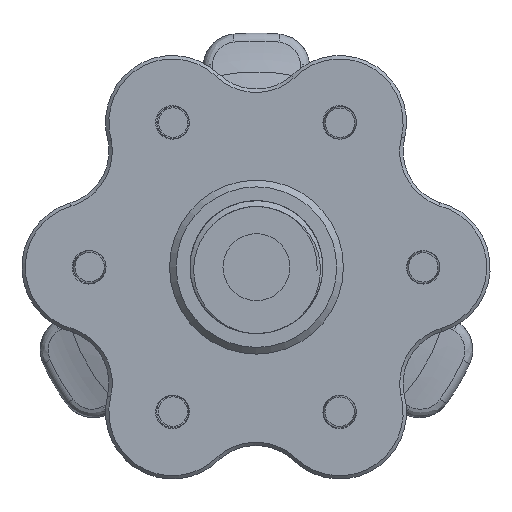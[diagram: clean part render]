
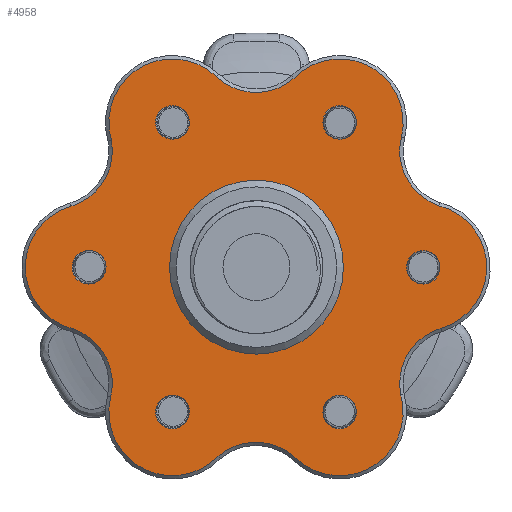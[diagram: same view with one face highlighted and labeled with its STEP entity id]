
A CAD part, front view. The second image highlights one B-rep face of the part: STEP entity #4958.
In plain terms, the highlighted face is planar.
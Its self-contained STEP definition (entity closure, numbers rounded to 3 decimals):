
#1051=FACE_BOUND('',#1638,.T.);
#1052=FACE_BOUND('',#1639,.T.);
#1053=FACE_BOUND('',#1640,.T.);
#1054=FACE_BOUND('',#1641,.T.);
#1055=FACE_BOUND('',#1642,.T.);
#1056=FACE_BOUND('',#1643,.T.);
#1057=FACE_BOUND('',#1644,.T.);
#1281=FACE_OUTER_BOUND('',#1637,.T.);
#1637=EDGE_LOOP('',(#4079,#4080,#4081,#4082,#4083,#4084,#4085,#4086,#4087,
#4088,#4089,#4090));
#1638=EDGE_LOOP('',(#4091));
#1639=EDGE_LOOP('',(#4092));
#1640=EDGE_LOOP('',(#4093));
#1641=EDGE_LOOP('',(#4094));
#1642=EDGE_LOOP('',(#4095));
#1643=EDGE_LOOP('',(#4096));
#1644=EDGE_LOOP('',(#4097));
#1949=CIRCLE('',#5457,8.618);
#1950=CIRCLE('',#5459,9.5);
#1953=CIRCLE('',#5463,8.618);
#1954=CIRCLE('',#5465,9.5);
#1957=CIRCLE('',#5469,8.618);
#1958=CIRCLE('',#5471,9.5);
#1961=CIRCLE('',#5475,8.618);
#1962=CIRCLE('',#5477,9.5);
#1965=CIRCLE('',#5481,8.618);
#1966=CIRCLE('',#5483,9.5);
#1969=CIRCLE('',#5487,8.618);
#1970=CIRCLE('',#5489,9.5);
#1978=CIRCLE('',#5504,2.5);
#1979=CIRCLE('',#5505,2.5);
#1980=CIRCLE('',#5506,2.5);
#1981=CIRCLE('',#5507,2.5);
#1982=CIRCLE('',#5508,2.5);
#1983=CIRCLE('',#5509,2.5);
#1984=CIRCLE('',#5510,12.5);
#2277=VERTEX_POINT('',#11403);
#2278=VERTEX_POINT('',#11405);
#2279=VERTEX_POINT('',#11412);
#2282=VERTEX_POINT('',#11423);
#2283=VERTEX_POINT('',#11427);
#2286=VERTEX_POINT('',#11438);
#2287=VERTEX_POINT('',#11442);
#2290=VERTEX_POINT('',#11453);
#2291=VERTEX_POINT('',#11457);
#2294=VERTEX_POINT('',#11468);
#2295=VERTEX_POINT('',#11472);
#2298=VERTEX_POINT('',#11483);
#2306=VERTEX_POINT('',#11516);
#2307=VERTEX_POINT('',#11518);
#2308=VERTEX_POINT('',#11520);
#2309=VERTEX_POINT('',#11522);
#2310=VERTEX_POINT('',#11524);
#2311=VERTEX_POINT('',#11526);
#2312=VERTEX_POINT('',#11528);
#2884=EDGE_CURVE('',#2277,#2278,#1949,.T.);
#2886=EDGE_CURVE('',#2279,#2277,#1950,.T.);
#2891=EDGE_CURVE('',#2282,#2279,#1953,.T.);
#2892=EDGE_CURVE('',#2283,#2282,#1954,.T.);
#2897=EDGE_CURVE('',#2286,#2283,#1957,.T.);
#2898=EDGE_CURVE('',#2287,#2286,#1958,.T.);
#2903=EDGE_CURVE('',#2290,#2287,#1961,.T.);
#2904=EDGE_CURVE('',#2291,#2290,#1962,.T.);
#2909=EDGE_CURVE('',#2294,#2291,#1965,.T.);
#2910=EDGE_CURVE('',#2295,#2294,#1966,.T.);
#2915=EDGE_CURVE('',#2298,#2295,#1969,.T.);
#2916=EDGE_CURVE('',#2278,#2298,#1970,.T.);
#2931=EDGE_CURVE('',#2306,#2306,#1978,.T.);
#2932=EDGE_CURVE('',#2307,#2307,#1979,.T.);
#2933=EDGE_CURVE('',#2308,#2308,#1980,.T.);
#2934=EDGE_CURVE('',#2309,#2309,#1981,.T.);
#2935=EDGE_CURVE('',#2310,#2310,#1982,.T.);
#2936=EDGE_CURVE('',#2311,#2311,#1983,.T.);
#2937=EDGE_CURVE('',#2312,#2312,#1984,.T.);
#4079=ORIENTED_EDGE('',*,*,#2884,.F.);
#4080=ORIENTED_EDGE('',*,*,#2886,.F.);
#4081=ORIENTED_EDGE('',*,*,#2891,.F.);
#4082=ORIENTED_EDGE('',*,*,#2892,.F.);
#4083=ORIENTED_EDGE('',*,*,#2897,.F.);
#4084=ORIENTED_EDGE('',*,*,#2898,.F.);
#4085=ORIENTED_EDGE('',*,*,#2903,.F.);
#4086=ORIENTED_EDGE('',*,*,#2904,.F.);
#4087=ORIENTED_EDGE('',*,*,#2909,.F.);
#4088=ORIENTED_EDGE('',*,*,#2910,.F.);
#4089=ORIENTED_EDGE('',*,*,#2915,.F.);
#4090=ORIENTED_EDGE('',*,*,#2916,.F.);
#4091=ORIENTED_EDGE('',*,*,#2931,.F.);
#4092=ORIENTED_EDGE('',*,*,#2932,.F.);
#4093=ORIENTED_EDGE('',*,*,#2933,.F.);
#4094=ORIENTED_EDGE('',*,*,#2934,.F.);
#4095=ORIENTED_EDGE('',*,*,#2935,.F.);
#4096=ORIENTED_EDGE('',*,*,#2936,.T.);
#4097=ORIENTED_EDGE('',*,*,#2937,.T.);
#4732=PLANE('',#5503);
#4958=ADVANCED_FACE('',(#1281,#1051,#1052,#1053,#1054,#1055,#1056,#1057),
#4732,.T.);
#5457=AXIS2_PLACEMENT_3D('',#11406,#6409,#6410);
#5459=AXIS2_PLACEMENT_3D('',#11413,#6413,#6414);
#5463=AXIS2_PLACEMENT_3D('',#11425,#6422,#6423);
#5465=AXIS2_PLACEMENT_3D('',#11428,#6426,#6427);
#5469=AXIS2_PLACEMENT_3D('',#11440,#6435,#6436);
#5471=AXIS2_PLACEMENT_3D('',#11443,#6439,#6440);
#5475=AXIS2_PLACEMENT_3D('',#11455,#6448,#6449);
#5477=AXIS2_PLACEMENT_3D('',#11458,#6452,#6453);
#5481=AXIS2_PLACEMENT_3D('',#11470,#6461,#6462);
#5483=AXIS2_PLACEMENT_3D('',#11473,#6465,#6466);
#5487=AXIS2_PLACEMENT_3D('',#11485,#6474,#6475);
#5489=AXIS2_PLACEMENT_3D('',#11487,#6478,#6479);
#5503=AXIS2_PLACEMENT_3D('',#11515,#6513,#6514);
#5504=AXIS2_PLACEMENT_3D('',#11517,#6515,#6516);
#5505=AXIS2_PLACEMENT_3D('',#11519,#6517,#6518);
#5506=AXIS2_PLACEMENT_3D('',#11521,#6519,#6520);
#5507=AXIS2_PLACEMENT_3D('',#11523,#6521,#6522);
#5508=AXIS2_PLACEMENT_3D('',#11525,#6523,#6524);
#5509=AXIS2_PLACEMENT_3D('',#11527,#6525,#6526);
#5510=AXIS2_PLACEMENT_3D('',#11529,#6527,#6528);
#6409=DIRECTION('center_axis',(0.,0.,1.));
#6410=DIRECTION('ref_axis',(-0.981,-0.192,0.));
#6413=DIRECTION('center_axis',(0.,0.,-1.));
#6414=DIRECTION('ref_axis',(1.,0.,0.));
#6422=DIRECTION('center_axis',(0.,0.,1.));
#6423=DIRECTION('ref_axis',(-0.324,-0.946,0.));
#6426=DIRECTION('center_axis',(0.,0.,-1.));
#6427=DIRECTION('ref_axis',(1.,0.,0.));
#6435=DIRECTION('center_axis',(0.,0.,1.));
#6436=DIRECTION('ref_axis',(0.657,-0.754,0.));
#6439=DIRECTION('center_axis',(0.,0.,-1.));
#6440=DIRECTION('ref_axis',(-1.,0.,0.));
#6448=DIRECTION('center_axis',(0.,0.,1.));
#6449=DIRECTION('ref_axis',(0.981,0.192,0.));
#6452=DIRECTION('center_axis',(0.,0.,-1.));
#6453=DIRECTION('ref_axis',(-1.,0.,0.));
#6461=DIRECTION('center_axis',(0.,0.,1.));
#6462=DIRECTION('ref_axis',(0.324,0.946,0.));
#6465=DIRECTION('center_axis',(0.,0.,-1.));
#6466=DIRECTION('ref_axis',(-1.,0.,0.));
#6474=DIRECTION('center_axis',(0.,0.,1.));
#6475=DIRECTION('ref_axis',(-0.657,0.754,0.));
#6478=DIRECTION('center_axis',(0.,0.,-1.));
#6479=DIRECTION('ref_axis',(1.,0.,0.));
#6513=DIRECTION('center_axis',(0.,0.,1.));
#6514=DIRECTION('ref_axis',(1.,0.,0.));
#6515=DIRECTION('center_axis',(0.,0.,1.));
#6516=DIRECTION('ref_axis',(1.,0.,0.));
#6517=DIRECTION('center_axis',(0.,0.,1.));
#6518=DIRECTION('ref_axis',(0.5,0.866,0.));
#6519=DIRECTION('center_axis',(0.,0.,1.));
#6520=DIRECTION('ref_axis',(-0.5,0.866,0.));
#6521=DIRECTION('center_axis',(0.,0.,1.));
#6522=DIRECTION('ref_axis',(-1.,0.,0.));
#6523=DIRECTION('center_axis',(0.,0.,1.));
#6524=DIRECTION('ref_axis',(0.5,-0.866,0.));
#6525=DIRECTION('center_axis',(0.,0.,-1.));
#6526=DIRECTION('ref_axis',(-1.,0.,0.));
#6527=DIRECTION('center_axis',(0.,0.,-1.));
#6528=DIRECTION('ref_axis',(-1.,0.,0.));
#11403=CARTESIAN_POINT('',(27.671,-9.117,-130.));
#11405=CARTESIAN_POINT('',(21.641,-19.064,-130.));
#11406=CARTESIAN_POINT('Origin',(30.094,-17.387,-130.));
#11412=CARTESIAN_POINT('',(27.331,9.21,-130.));
#11413=CARTESIAN_POINT('Origin',(25.,0.,
-130.));
#11423=CARTESIAN_POINT('',(21.731,19.405,-130.));
#11425=CARTESIAN_POINT('Origin',(30.104,17.369,-130.));
#11427=CARTESIAN_POINT('',(5.69,28.274,-130.));
#11428=CARTESIAN_POINT('Origin',(12.5,21.651,-130.));
#11438=CARTESIAN_POINT('',(-5.94,28.522,-130.));
#11440=CARTESIAN_POINT('Origin',(0.01,34.755,-130.));
#11442=CARTESIAN_POINT('',(-21.641,19.064,-130.));
#11443=CARTESIAN_POINT('Origin',(-12.5,21.651,-130.));
#11453=CARTESIAN_POINT('',(-27.671,9.117,-130.));
#11455=CARTESIAN_POINT('Origin',(-30.094,17.387,-130.));
#11457=CARTESIAN_POINT('',(-27.331,-9.21,-130.));
#11458=CARTESIAN_POINT('Origin',(-25.,0.,
-130.));
#11468=CARTESIAN_POINT('',(-21.731,-19.405,-130.));
#11470=CARTESIAN_POINT('Origin',(-30.104,-17.369,-130.));
#11472=CARTESIAN_POINT('',(-5.69,-28.274,-130.));
#11473=CARTESIAN_POINT('Origin',(-12.5,-21.651,-130.));
#11483=CARTESIAN_POINT('',(5.94,-28.522,-130.));
#11485=CARTESIAN_POINT('Origin',(-0.01,-34.755,
-130.));
#11487=CARTESIAN_POINT('Origin',(12.5,-21.651,-130.));
#11515=CARTESIAN_POINT('Origin',(0.,0.,
-130.));
#11516=CARTESIAN_POINT('',(-15.,21.651,-130.));
#11517=CARTESIAN_POINT('Origin',(-12.5,21.651,-130.));
#11518=CARTESIAN_POINT('',(-26.25,-2.165,-130.));
#11519=CARTESIAN_POINT('Origin',(-25.,0.,
-130.));
#11520=CARTESIAN_POINT('',(-11.25,-23.816,-130.));
#11521=CARTESIAN_POINT('Origin',(-12.5,-21.651,-130.));
#11522=CARTESIAN_POINT('',(15.,-21.651,-130.));
#11523=CARTESIAN_POINT('Origin',(12.5,-21.651,-130.));
#11524=CARTESIAN_POINT('',(11.25,23.816,-130.));
#11525=CARTESIAN_POINT('Origin',(12.5,21.651,-130.));
#11526=CARTESIAN_POINT('',(27.5,0.,-130.));
#11527=CARTESIAN_POINT('Origin',(25.,0.,
-130.));
#11528=CARTESIAN_POINT('',(12.5,0.,-130.));
#11529=CARTESIAN_POINT('Origin',(0.,0.,-130.));
